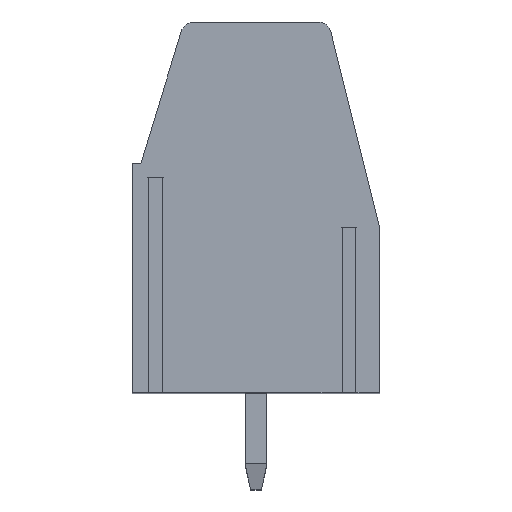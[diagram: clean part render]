
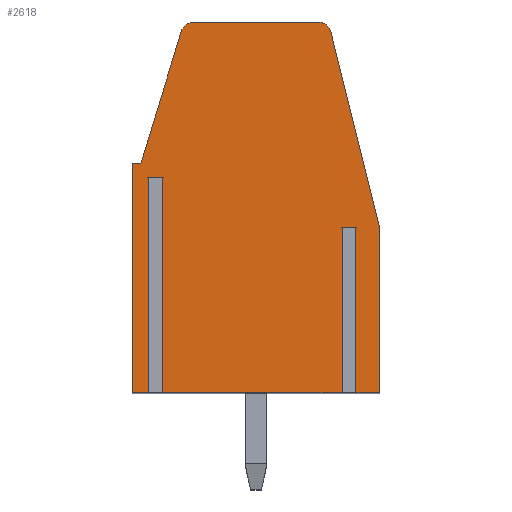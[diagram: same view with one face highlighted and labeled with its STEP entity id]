
A CAD part, top view. The second image highlights one B-rep face of the part: STEP entity #2618.
In plain terms, the highlighted planar face has unit normal (0, 0, 1).
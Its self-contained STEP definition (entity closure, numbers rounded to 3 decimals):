
#13=DIRECTION('',(-1.,0.,0.));
#14=VECTOR('',#13,0.503);
#15=CARTESIAN_POINT('',(-3.413,1.1,17.78));
#16=LINE('',#15,#14);
#17=DIRECTION('',(0.,1.,0.));
#18=VECTOR('',#17,7.85);
#19=CARTESIAN_POINT('',(-3.917,-6.75,17.78));
#20=LINE('',#19,#18);
#21=DIRECTION('',(1.,0.,0.));
#22=VECTOR('',#21,0.583);
#23=CARTESIAN_POINT('',(-4.5,-6.75,17.78));
#24=LINE('',#23,#22);
#25=DIRECTION('',(0.,-1.,0.));
#26=VECTOR('',#25,8.35);
#27=CARTESIAN_POINT('',(-4.5,1.6,17.78));
#28=LINE('',#27,#26);
#29=DIRECTION('',(-1.,0.,0.));
#30=VECTOR('',#29,0.31);
#31=CARTESIAN_POINT('',(-4.19,1.6,17.78));
#32=LINE('',#31,#30);
#33=DIRECTION('',(-0.292,-0.956,0.));
#34=VECTOR('',#33,5.015);
#35=CARTESIAN_POINT('',(-2.723,6.396,17.78));
#36=LINE('',#35,#34);
#37=CARTESIAN_POINT('',(-2.245,6.25,17.78));
#38=DIRECTION('',(0.,0.,1.));
#39=DIRECTION('',(0.,1.,0.));
#40=AXIS2_PLACEMENT_3D('',#37,#38,#39);
#42=DIRECTION('',(-1.,0.,0.));
#43=VECTOR('',#42,4.489);
#44=CARTESIAN_POINT('',(2.244,6.75,17.78));
#45=LINE('',#44,#43);
#46=CARTESIAN_POINT('',(2.244,6.25,17.78));
#47=DIRECTION('',(0.,0.,1.));
#48=DIRECTION('',(0.97,0.242,0.));
#49=AXIS2_PLACEMENT_3D('',#46,#47,#48);
#51=DIRECTION('',(-0.242,0.97,0.));
#52=VECTOR('',#51,7.318);
#53=CARTESIAN_POINT('',(4.5,-0.73,17.78));
#54=LINE('',#53,#52);
#55=DIRECTION('',(0.,1.,0.));
#56=VECTOR('',#55,6.02);
#57=CARTESIAN_POINT('',(4.5,-6.75,17.78));
#58=LINE('',#57,#56);
#59=DIRECTION('',(1.,0.,0.));
#60=VECTOR('',#59,0.863);
#61=CARTESIAN_POINT('',(3.637,-6.75,17.78));
#62=LINE('',#61,#60);
#63=DIRECTION('',(0.,1.,0.));
#64=VECTOR('',#63,6.02);
#65=CARTESIAN_POINT('',(3.637,-6.75,17.78));
#66=LINE('',#65,#64);
#67=DIRECTION('',(-1.,0.,0.));
#68=VECTOR('',#67,0.503);
#69=CARTESIAN_POINT('',(3.637,-0.73,17.78));
#70=LINE('',#69,#68);
#71=DIRECTION('',(0.,1.,0.));
#72=VECTOR('',#71,6.02);
#73=CARTESIAN_POINT('',(3.133,-6.75,17.78));
#74=LINE('',#73,#72);
#75=DIRECTION('',(1.,0.,0.));
#76=VECTOR('',#75,6.547);
#77=CARTESIAN_POINT('',(-3.413,-6.75,17.78));
#78=LINE('',#77,#76);
#79=DIRECTION('',(0.,1.,0.));
#80=VECTOR('',#79,7.85);
#81=CARTESIAN_POINT('',(-3.413,-6.75,17.78));
#82=LINE('',#81,#80);
#2029=CARTESIAN_POINT('',(4.5,-6.75,17.78));
#2030=CARTESIAN_POINT('',(4.5,-0.73,17.78));
#2031=VERTEX_POINT('',#2029);
#2032=VERTEX_POINT('',#2030);
#2033=CARTESIAN_POINT('',(2.73,6.371,17.78));
#2034=VERTEX_POINT('',#2033);
#2035=CARTESIAN_POINT('',(2.244,6.75,17.78));
#2036=VERTEX_POINT('',#2035);
#2037=CARTESIAN_POINT('',(-2.245,6.75,17.78));
#2038=VERTEX_POINT('',#2037);
#2039=CARTESIAN_POINT('',(-2.723,6.396,17.78));
#2040=VERTEX_POINT('',#2039);
#2041=CARTESIAN_POINT('',(-4.19,1.6,17.78));
#2042=VERTEX_POINT('',#2041);
#2043=CARTESIAN_POINT('',(-4.5,1.6,17.78));
#2044=VERTEX_POINT('',#2043);
#2045=CARTESIAN_POINT('',(-4.5,-6.75,17.78));
#2046=VERTEX_POINT('',#2045);
#2121=CARTESIAN_POINT('',(3.637,-0.73,17.78));
#2122=CARTESIAN_POINT('',(3.133,-0.73,17.78));
#2123=VERTEX_POINT('',#2121);
#2124=VERTEX_POINT('',#2122);
#2125=CARTESIAN_POINT('',(3.133,-6.75,17.78));
#2126=VERTEX_POINT('',#2125);
#2127=CARTESIAN_POINT('',(3.637,-6.75,17.78));
#2128=VERTEX_POINT('',#2127);
#2145=CARTESIAN_POINT('',(-3.413,1.1,17.78));
#2146=CARTESIAN_POINT('',(-3.917,1.1,17.78));
#2147=VERTEX_POINT('',#2145);
#2148=VERTEX_POINT('',#2146);
#2149=CARTESIAN_POINT('',(-3.413,-6.75,17.78));
#2150=VERTEX_POINT('',#2149);
#2151=CARTESIAN_POINT('',(-3.917,-6.75,17.78));
#2152=VERTEX_POINT('',#2151);
#2577=CARTESIAN_POINT('',(0.,0.,17.78));
#2578=DIRECTION('',(0.,0.,1.));
#2579=DIRECTION('',(1.,0.,0.));
#2580=AXIS2_PLACEMENT_3D('',#2577,#2578,#2579);
#2581=PLANE('',#2580);
#2583=ORIENTED_EDGE('',*,*,#2582,.T.);
#2585=ORIENTED_EDGE('',*,*,#2584,.F.);
#2587=ORIENTED_EDGE('',*,*,#2586,.F.);
#2589=ORIENTED_EDGE('',*,*,#2588,.F.);
#2591=ORIENTED_EDGE('',*,*,#2590,.F.);
#2593=ORIENTED_EDGE('',*,*,#2592,.F.);
#2595=ORIENTED_EDGE('',*,*,#2594,.F.);
#2597=ORIENTED_EDGE('',*,*,#2596,.F.);
#2599=ORIENTED_EDGE('',*,*,#2598,.F.);
#2601=ORIENTED_EDGE('',*,*,#2600,.F.);
#2603=ORIENTED_EDGE('',*,*,#2602,.F.);
#2605=ORIENTED_EDGE('',*,*,#2604,.F.);
#2607=ORIENTED_EDGE('',*,*,#2606,.T.);
#2609=ORIENTED_EDGE('',*,*,#2608,.T.);
#2611=ORIENTED_EDGE('',*,*,#2610,.F.);
#2613=ORIENTED_EDGE('',*,*,#2612,.F.);
#2615=ORIENTED_EDGE('',*,*,#2614,.T.);
#2616=EDGE_LOOP('',(#2583,#2585,#2587,#2589,#2591,#2593,#2595,#2597,#2599,#2601,
#2603,#2605,#2607,#2609,#2611,#2613,#2615));
#2617=FACE_OUTER_BOUND('',#2616,.F.);
#41=CIRCLE('',#40,0.5);
#50=CIRCLE('',#49,0.5);
#2582=EDGE_CURVE('',#2147,#2148,#16,.T.);
#2584=EDGE_CURVE('',#2152,#2148,#20,.T.);
#2586=EDGE_CURVE('',#2046,#2152,#24,.T.);
#2588=EDGE_CURVE('',#2044,#2046,#28,.T.);
#2590=EDGE_CURVE('',#2042,#2044,#32,.T.);
#2592=EDGE_CURVE('',#2040,#2042,#36,.T.);
#2594=EDGE_CURVE('',#2038,#2040,#41,.T.);
#2596=EDGE_CURVE('',#2036,#2038,#45,.T.);
#2598=EDGE_CURVE('',#2034,#2036,#50,.T.);
#2600=EDGE_CURVE('',#2032,#2034,#54,.T.);
#2602=EDGE_CURVE('',#2031,#2032,#58,.T.);
#2604=EDGE_CURVE('',#2128,#2031,#62,.T.);
#2606=EDGE_CURVE('',#2128,#2123,#66,.T.);
#2608=EDGE_CURVE('',#2123,#2124,#70,.T.);
#2610=EDGE_CURVE('',#2126,#2124,#74,.T.);
#2612=EDGE_CURVE('',#2150,#2126,#78,.T.);
#2614=EDGE_CURVE('',#2150,#2147,#82,.T.);
#2618=ADVANCED_FACE('',(#2617),#2581,.T.);
